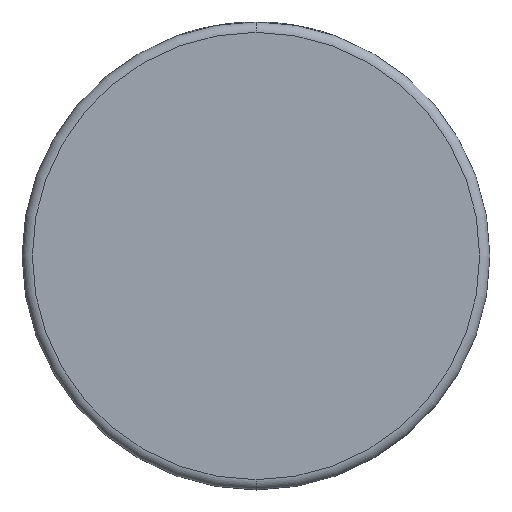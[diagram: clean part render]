
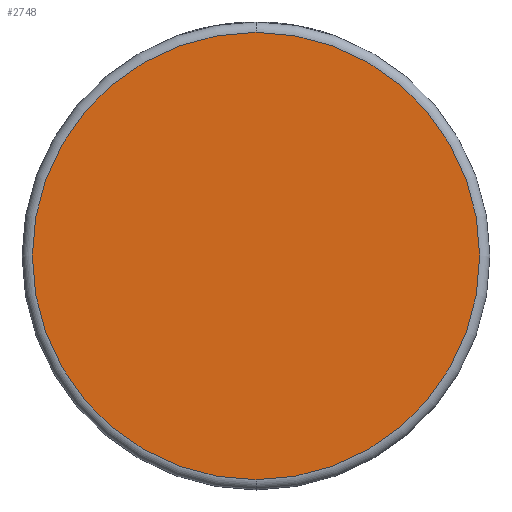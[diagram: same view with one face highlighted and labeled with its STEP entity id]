
A CAD part, front view. The second image highlights one B-rep face of the part: STEP entity #2748.
In plain terms, the highlighted planar face has unit normal (0, -1, 0).
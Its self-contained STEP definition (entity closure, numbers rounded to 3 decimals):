
#424 = CARTESIAN_POINT ( 'NONE',  ( 0., 0., 43.5 ) ) ;
#689 = EDGE_CURVE ( 'NONE', #3661, #2570, #1287, .T. ) ;
#711 = ORIENTED_EDGE ( 'NONE', *, *, #2123, .T. ) ;
#714 = DIRECTION ( 'NONE',  ( 0., -1., 0. ) ) ;
#724 = ORIENTED_EDGE ( 'NONE', *, *, #689, .T. ) ;
#777 = DIRECTION ( 'NONE',  ( 0., 1., 0. ) ) ;
#1052 = DIRECTION ( 'NONE',  ( 0., 0., 1. ) ) ;
#1287 = CIRCLE ( 'NONE', #3148, 43.5 ) ;
#1351 = CIRCLE ( 'NONE', #2015, 43.5 ) ;
#1454 = PLANE ( 'NONE',  #4117 ) ;
#1728 = DIRECTION ( 'NONE',  ( 0., -1., 0. ) ) ;
#2015 = AXIS2_PLACEMENT_3D ( 'NONE', #3388, #714, #1052 ) ;
#2123 = EDGE_CURVE ( 'NONE', #2570, #3661, #1351, .T. ) ;
#2183 = EDGE_LOOP ( 'NONE', ( #711, #724 ) ) ;
#2570 = VERTEX_POINT ( 'NONE', #424 ) ;
#2748 = ADVANCED_FACE ( 'NONE', ( #4028 ), #1454, .F. ) ;
#2906 = CARTESIAN_POINT ( 'NONE',  ( 0., 0., -43.5 ) ) ;
#3148 = AXIS2_PLACEMENT_3D ( 'NONE', #4034, #1728, #4019 ) ;
#3388 = CARTESIAN_POINT ( 'NONE',  ( 0., 0., 0. ) ) ;
#3465 = DIRECTION ( 'NONE',  ( 0., 0., 1. ) ) ;
#3661 = VERTEX_POINT ( 'NONE', #2906 ) ;
#3796 = CARTESIAN_POINT ( 'NONE',  ( 0., 0., 0. ) ) ;
#4019 = DIRECTION ( 'NONE',  ( 0., 0., 1. ) ) ;
#4028 = FACE_OUTER_BOUND ( 'NONE', #2183, .T. ) ;
#4034 = CARTESIAN_POINT ( 'NONE',  ( 0., 0., 0. ) ) ;
#4117 = AXIS2_PLACEMENT_3D ( 'NONE', #3796, #777, #3465 ) ;
